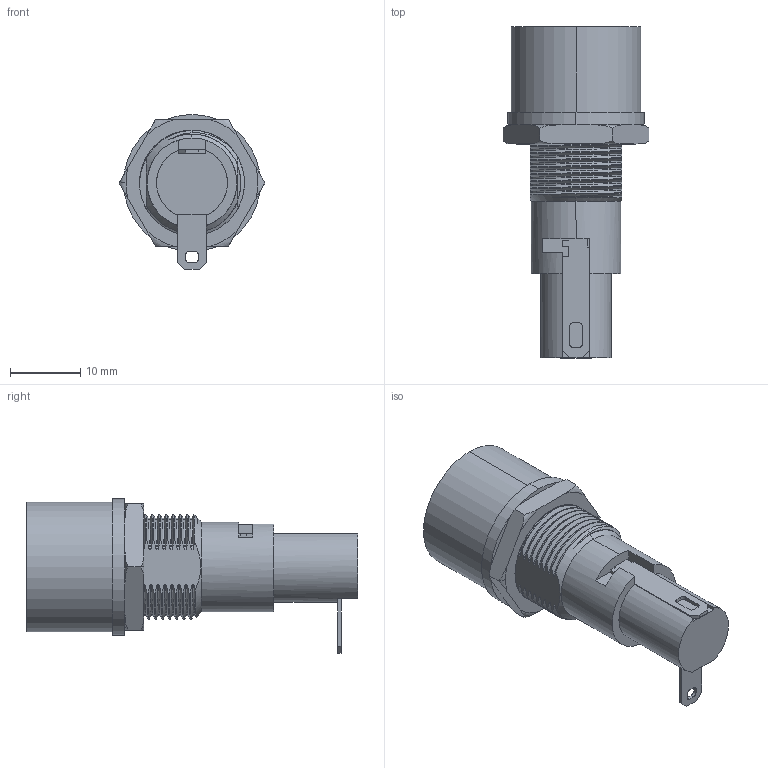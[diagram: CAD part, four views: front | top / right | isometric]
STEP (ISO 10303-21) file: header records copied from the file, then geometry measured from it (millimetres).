
FILE_DESCRIPTION (( 'STEP AP214' ), '1' );
FILE_NAME ('BF104.STEP', '2023-03-30T15:26:47', ( '' ), ( '' ), 'SwSTEP 2.0', 'SolidWorks 2021', '' );
FILE_SCHEMA (( 'AUTOMOTIVE_DESIGN' ));
Length unit declared in the file: millimetre
Products named in the file (1): BF104
Bounding box: 20.78 x 47.3 x 22.09 mm (x, y, z)
Volume: 7962 mm3; surface area: 4228.1 mm2
Topology: 5 solids, 5 shells, 292 faces, 814 edges, 541 vertices
Faces by surface type: plane 110, bspline 99, cylinder 66, torus 14, cone 3
Entity records: 60040 total; most frequent: CARTESIAN_POINT 53617, ORIENTED_EDGE 1628, DIRECTION 932, EDGE_CURVE 814, VERTEX_POINT 541, LINE 376, VECTOR 376, EDGE_LOOP 309
